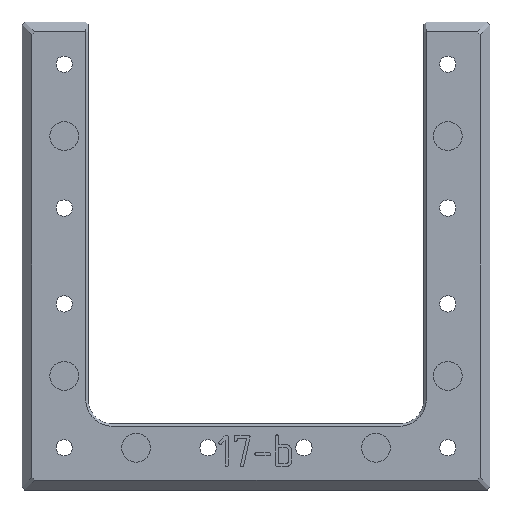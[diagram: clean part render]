
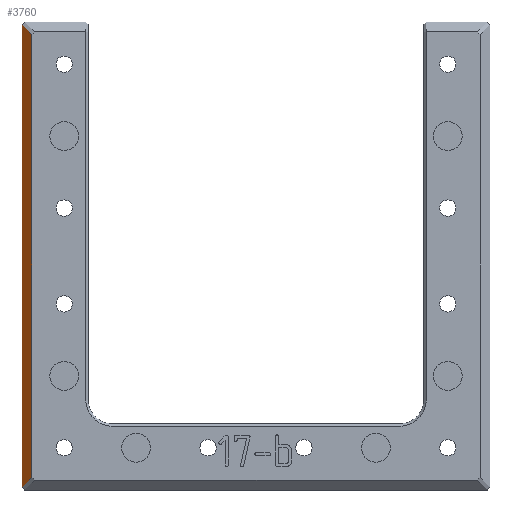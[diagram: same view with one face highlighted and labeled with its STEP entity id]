
A CAD part, top view. The second image highlights one B-rep face of the part: STEP entity #3760.
In plain terms, the highlighted planar face has unit normal (-0.707, 0, 0.707).
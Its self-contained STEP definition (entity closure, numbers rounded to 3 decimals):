
#290 = PLANE('',#291);
#291 = AXIS2_PLACEMENT_3D('',#292,#293,#294);
#292 = CARTESIAN_POINT('',(50.,41.782,3.));
#293 = DIRECTION('',(0.,0.,1.));
#294 = DIRECTION('',(1.,0.,0.));
#316 = PLANE('',#317);
#317 = AXIS2_PLACEMENT_3D('',#318,#319,#320);
#318 = CARTESIAN_POINT('',(1.302,98.698,0.796
    ));
#319 = DIRECTION('',(-0.408,0.408,0.816));
#320 = DIRECTION('',(-0.577,0.577,-0.577));
#357 = VERTEX_POINT('',#358);
#358 = CARTESIAN_POINT('',(1.2,98.188,1.));
#404 = PLANE('',#405);
#405 = AXIS2_PLACEMENT_3D('',#406,#407,#408);
#406 = CARTESIAN_POINT('',(1.2,1.2,0.));
#407 = DIRECTION('',(-1.,0.,0.));
#408 = DIRECTION('',(0.,1.,0.));
#640 = VERTEX_POINT('',#641);
#641 = CARTESIAN_POINT('',(3.2,96.188,3.));
#662 = EDGE_CURVE('',#357,#640,#663,.T.);
#663 = SURFACE_CURVE('',#664,(#668,#675),.PCURVE_S1.);
#664 = LINE('',#665,#666);
#665 = CARTESIAN_POINT('',(0.996,98.392,0.796
    ));
#666 = VECTOR('',#667,1.);
#667 = DIRECTION('',(0.577,-0.577,0.577));
#668 = PCURVE('',#316,#669);
#669 = DEFINITIONAL_REPRESENTATION('',(#670),#674);
#670 = LINE('',#671,#672);
#671 = CARTESIAN_POINT('',(0.,0.433));
#672 = VECTOR('',#673,1.);
#673 = DIRECTION('',(-1.,0.));
#674 = ( GEOMETRIC_REPRESENTATION_CONTEXT(2) 
PARAMETRIC_REPRESENTATION_CONTEXT() REPRESENTATION_CONTEXT('2D SPACE',''
  ) );
#675 = PCURVE('',#676,#681);
#676 = PLANE('',#677);
#677 = AXIS2_PLACEMENT_3D('',#678,#679,#680);
#678 = CARTESIAN_POINT('',(2.2,1.2,2.));
#679 = DIRECTION('',(-0.707,0.,0.707));
#680 = DIRECTION('',(-0.,-1.,-0.));
#681 = DEFINITIONAL_REPRESENTATION('',(#682),#686);
#682 = LINE('',#683,#684);
#683 = CARTESIAN_POINT('',(-97.192,-1.703));
#684 = VECTOR('',#685,1.);
#685 = DIRECTION('',(0.577,0.816));
#686 = ( GEOMETRIC_REPRESENTATION_CONTEXT(2) 
PARAMETRIC_REPRESENTATION_CONTEXT() REPRESENTATION_CONTEXT('2D SPACE',''
  ) );
#747 = EDGE_CURVE('',#748,#640,#750,.T.);
#748 = VERTEX_POINT('',#749);
#749 = CARTESIAN_POINT('',(3.2,3.812,3.));
#750 = SURFACE_CURVE('',#751,(#755,#762),.PCURVE_S1.);
#751 = LINE('',#752,#753);
#752 = CARTESIAN_POINT('',(3.2,1.2,3.));
#753 = VECTOR('',#754,1.);
#754 = DIRECTION('',(0.,1.,0.));
#755 = PCURVE('',#290,#756);
#756 = DEFINITIONAL_REPRESENTATION('',(#757),#761);
#757 = LINE('',#758,#759);
#758 = CARTESIAN_POINT('',(-46.8,-40.582));
#759 = VECTOR('',#760,1.);
#760 = DIRECTION('',(0.,1.));
#761 = ( GEOMETRIC_REPRESENTATION_CONTEXT(2) 
PARAMETRIC_REPRESENTATION_CONTEXT() REPRESENTATION_CONTEXT('2D SPACE',''
  ) );
#762 = PCURVE('',#676,#763);
#763 = DEFINITIONAL_REPRESENTATION('',(#764),#768);
#764 = LINE('',#765,#766);
#765 = CARTESIAN_POINT('',(-0.,1.414));
#766 = VECTOR('',#767,1.);
#767 = DIRECTION('',(-1.,0.));
#768 = ( GEOMETRIC_REPRESENTATION_CONTEXT(2) 
PARAMETRIC_REPRESENTATION_CONTEXT() REPRESENTATION_CONTEXT('2D SPACE',''
  ) );
#786 = PLANE('',#787);
#787 = AXIS2_PLACEMENT_3D('',#788,#789,#790);
#788 = CARTESIAN_POINT('',(3.302,3.302,2.796)
  );
#789 = DIRECTION('',(0.408,0.408,-0.816));
#790 = DIRECTION('',(0.577,0.577,0.577));
#2848 = EDGE_CURVE('',#2849,#357,#2851,.T.);
#2849 = VERTEX_POINT('',#2850);
#2850 = CARTESIAN_POINT('',(1.2,1.812,1.));
#2851 = SURFACE_CURVE('',#2852,(#2856,#2863),.PCURVE_S1.);
#2852 = LINE('',#2853,#2854);
#2853 = CARTESIAN_POINT('',(1.2,1.2,1.));
#2854 = VECTOR('',#2855,1.);
#2855 = DIRECTION('',(0.,1.,0.));
#2856 = PCURVE('',#404,#2857);
#2857 = DEFINITIONAL_REPRESENTATION('',(#2858),#2862);
#2858 = LINE('',#2859,#2860);
#2859 = CARTESIAN_POINT('',(0.,-1.));
#2860 = VECTOR('',#2861,1.);
#2861 = DIRECTION('',(1.,0.));
#2862 = ( GEOMETRIC_REPRESENTATION_CONTEXT(2) 
PARAMETRIC_REPRESENTATION_CONTEXT() REPRESENTATION_CONTEXT('2D SPACE',''
  ) );
#2863 = PCURVE('',#676,#2864);
#2864 = DEFINITIONAL_REPRESENTATION('',(#2865),#2869);
#2865 = LINE('',#2866,#2867);
#2866 = CARTESIAN_POINT('',(-0.,-1.414));
#2867 = VECTOR('',#2868,1.);
#2868 = DIRECTION('',(-1.,0.));
#2869 = ( GEOMETRIC_REPRESENTATION_CONTEXT(2) 
PARAMETRIC_REPRESENTATION_CONTEXT() REPRESENTATION_CONTEXT('2D SPACE',''
  ) );
#3760 = ADVANCED_FACE('',(#3761),#676,.T.);
#3761 = FACE_BOUND('',#3762,.F.);
#3762 = EDGE_LOOP('',(#3763,#3764,#3785,#3786));
#3763 = ORIENTED_EDGE('',*,*,#747,.F.);
#3764 = ORIENTED_EDGE('',*,*,#3765,.T.);
#3765 = EDGE_CURVE('',#748,#2849,#3766,.T.);
#3766 = SURFACE_CURVE('',#3767,(#3771,#3778),.PCURVE_S1.);
#3767 = LINE('',#3768,#3769);
#3768 = CARTESIAN_POINT('',(2.996,3.608,2.796
    ));
#3769 = VECTOR('',#3770,1.);
#3770 = DIRECTION('',(-0.577,-0.577,-0.577));
#3771 = PCURVE('',#676,#3772);
#3772 = DEFINITIONAL_REPRESENTATION('',(#3773),#3777);
#3773 = LINE('',#3774,#3775);
#3774 = CARTESIAN_POINT('',(-2.408,1.126));
#3775 = VECTOR('',#3776,1.);
#3776 = DIRECTION('',(0.577,-0.816));
#3777 = ( GEOMETRIC_REPRESENTATION_CONTEXT(2) 
PARAMETRIC_REPRESENTATION_CONTEXT() REPRESENTATION_CONTEXT('2D SPACE',''
  ) );
#3778 = PCURVE('',#786,#3779);
#3779 = DEFINITIONAL_REPRESENTATION('',(#3780),#3784);
#3780 = LINE('',#3781,#3782);
#3781 = CARTESIAN_POINT('',(0.,-0.433));
#3782 = VECTOR('',#3783,1.);
#3783 = DIRECTION('',(-1.,0.));
#3784 = ( GEOMETRIC_REPRESENTATION_CONTEXT(2) 
PARAMETRIC_REPRESENTATION_CONTEXT() REPRESENTATION_CONTEXT('2D SPACE',''
  ) );
#3785 = ORIENTED_EDGE('',*,*,#2848,.T.);
#3786 = ORIENTED_EDGE('',*,*,#662,.T.);
